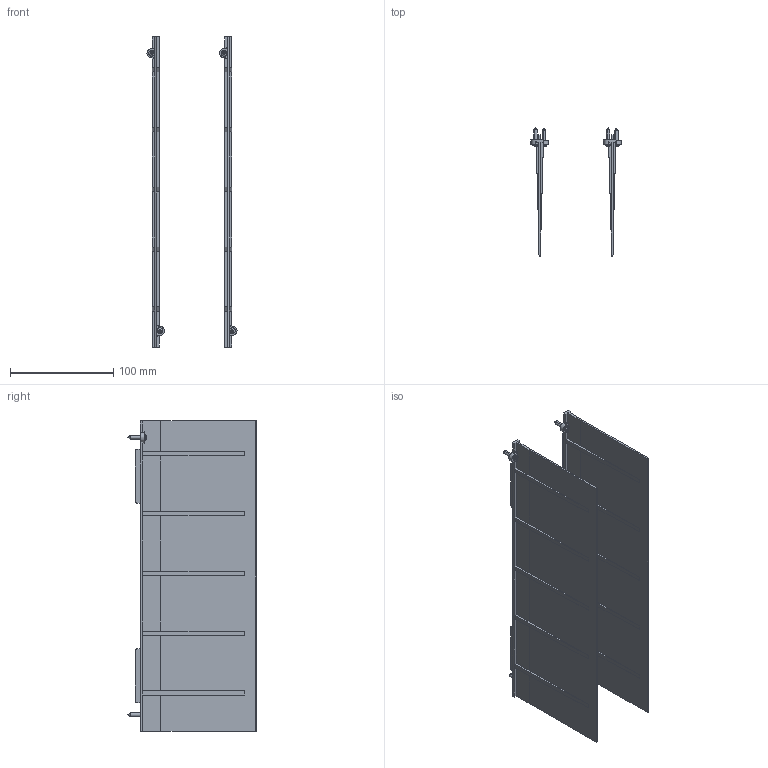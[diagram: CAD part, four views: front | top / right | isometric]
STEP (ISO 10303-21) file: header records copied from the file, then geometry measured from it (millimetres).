
FILE_DESCRIPTION((''),'2;1');
FILE_NAME('1SDH002065A1486_IGES','2019-07-16T',('ITSTCAR1'),(''),'CREO PARAMETRIC BY PTC INC, 2016050','CREO PARAMETRIC BY PTC INC, 2016050','');
FILE_SCHEMA(('AUTOMOTIVE_DESIGN { 1 0 10303 214 1 1 1 1 }'));
Length unit declared in the file: millimetre
Products named in the file (1): 1SDH002065A1486_IGES
Bounding box: 87 x 124 x 300 mm (x, y, z)
Volume: 140579.5 mm3; surface area: 151126.8 mm2
Topology: 2 solids, 2 shells, 280 faces, 746 edges, 470 vertices
Faces by surface type: plane 218, cylinder 46, cone 8, sphere 8
Entity records: 11082 total; most frequent: CARTESIAN_POINT 1482, ORIENTED_EDGE 1460, DIRECTION 1448, EDGE_CURVE 730, VECTOR 572, LINE 572, VERTEX_POINT 470, AXIS2_PLACEMENT_3D 438
